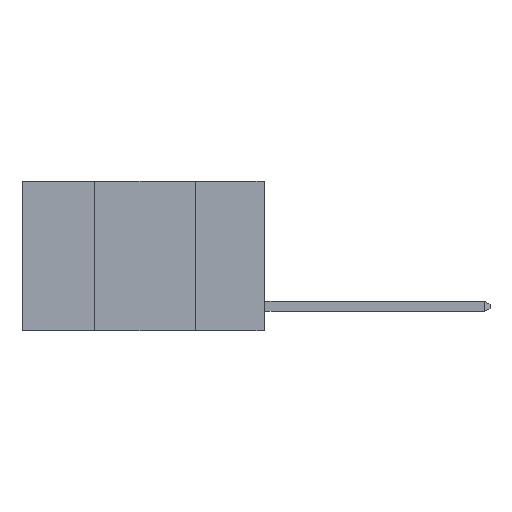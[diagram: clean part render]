
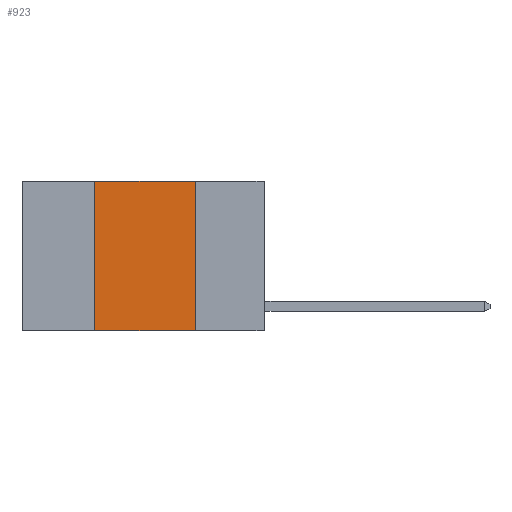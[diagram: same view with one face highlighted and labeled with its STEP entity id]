
A CAD part, left-side view. The second image highlights one B-rep face of the part: STEP entity #923.
In plain terms, the highlighted planar face has unit normal (-1, 0, 0).
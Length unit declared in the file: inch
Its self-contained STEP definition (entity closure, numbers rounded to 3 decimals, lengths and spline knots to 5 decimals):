
#12 = DIRECTION ( 'NONE',  ( 0., 0., -1. ) ) ;
#27 = VECTOR ( 'NONE', #294, 39.37008 ) ;
#294 = DIRECTION ( 'NONE',  ( 0., -1., 0. ) ) ;
#479 = FACE_OUTER_BOUND ( 'NONE', #5040, .T. ) ;
#923 = ADVANCED_FACE ( 'NONE', ( #479 ), #8340, .F. ) ;
#1075 = VERTEX_POINT ( 'NONE', #5680 ) ;
#1360 = VERTEX_POINT ( 'NONE', #6394 ) ;
#2210 = AXIS2_PLACEMENT_3D ( 'NONE', #5617, #3361, #3455 ) ;
#2465 = EDGE_CURVE ( 'NONE', #8186, #3595, #7400, .T. ) ;
#3188 = CARTESIAN_POINT ( 'NONE',  ( 0., 0.17, -0.37 ) ) ;
#3361 = DIRECTION ( 'NONE',  ( 1., 0., 0. ) ) ;
#3455 = DIRECTION ( 'NONE',  ( 0., 0., -1. ) ) ;
#3580 = VECTOR ( 'NONE', #8292, 39.37008 ) ;
#3595 = VERTEX_POINT ( 'NONE', #3188 ) ;
#4686 = CARTESIAN_POINT ( 'NONE',  ( 0., 0.17, 0. ) ) ;
#4866 = ORIENTED_EDGE ( 'NONE', *, *, #4885, .F. ) ;
#4885 = EDGE_CURVE ( 'NONE', #1075, #3595, #6208, .T. ) ;
#5040 = EDGE_LOOP ( 'NONE', ( #4866, #6513, #7478, #7465 ) ) ;
#5617 = CARTESIAN_POINT ( 'NONE',  ( 0., 0.6, 0. ) ) ;
#5680 = CARTESIAN_POINT ( 'NONE',  ( 0., 0.17, 0. ) ) ;
#6208 = LINE ( 'NONE', #4686, #8032 ) ;
#6261 = CARTESIAN_POINT ( 'NONE',  ( 0., 0.6, -0.37 ) ) ;
#6309 = EDGE_CURVE ( 'NONE', #1360, #1075, #8012, .T. ) ;
#6329 = CARTESIAN_POINT ( 'NONE',  ( 0., 0.42, 0. ) ) ;
#6394 = CARTESIAN_POINT ( 'NONE',  ( 0., 0.42, 0. ) ) ;
#6513 = ORIENTED_EDGE ( 'NONE', *, *, #6309, .F. ) ;
#6776 = CARTESIAN_POINT ( 'NONE',  ( 0., 0.42, -0.37 ) ) ;
#6927 = LINE ( 'NONE', #6329, #8276 ) ;
#7400 = LINE ( 'NONE', #6261, #3580 ) ;
#7465 = ORIENTED_EDGE ( 'NONE', *, *, #2465, .T. ) ;
#7478 = ORIENTED_EDGE ( 'NONE', *, *, #7766, .F. ) ;
#7766 = EDGE_CURVE ( 'NONE', #8186, #1360, #6927, .T. ) ;
#8012 = LINE ( 'NONE', #9031, #27 ) ;
#8032 = VECTOR ( 'NONE', #12, 39.37008 ) ;
#8186 = VERTEX_POINT ( 'NONE', #6776 ) ;
#8276 = VECTOR ( 'NONE', #8371, 39.37008 ) ;
#8292 = DIRECTION ( 'NONE',  ( 0., -1., 0. ) ) ;
#8340 = PLANE ( 'NONE',  #2210 ) ;
#8371 = DIRECTION ( 'NONE',  ( 0., 0., 1. ) ) ;
#9031 = CARTESIAN_POINT ( 'NONE',  ( 0., 0.6, 0. ) ) ;
